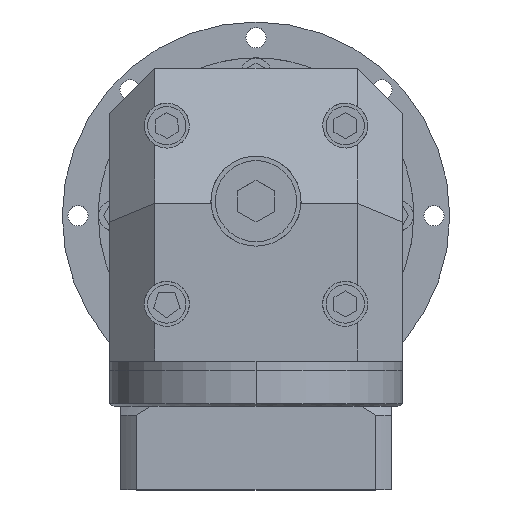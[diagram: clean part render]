
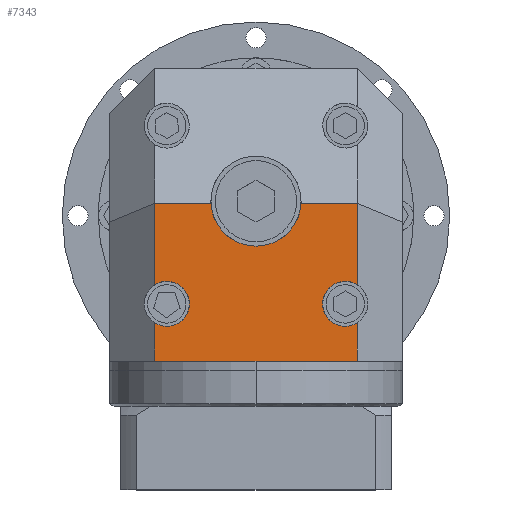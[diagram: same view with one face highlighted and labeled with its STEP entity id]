
A CAD part, top view. The second image highlights one B-rep face of the part: STEP entity #7343.
In plain terms, the highlighted planar face has unit normal (0, 0, 1).
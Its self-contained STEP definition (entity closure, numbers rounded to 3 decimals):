
#605 = DIRECTION ( 'NONE',  ( -1., 0., 0. ) ) ;
#1200 = DIRECTION ( 'NONE',  ( 0., -1., 0. ) ) ;
#1227 = VECTOR ( 'NONE', #9700, 1000. ) ;
#1285 = CARTESIAN_POINT ( 'NONE',  ( 0., 2.5, 65. ) ) ;
#1415 = CARTESIAN_POINT ( 'NONE',  ( -22.5, -15.591, 65. ) ) ;
#1457 = FACE_OUTER_BOUND ( 'NONE', #1492, .T. ) ;
#1492 = EDGE_LOOP ( 'NONE', ( #10628, #10606, #10394, #10277, #9657, #9605, #9429, #9166, #8665, #8608, #8066, #8052, #7873 ) ) ;
#1531 = DIRECTION ( 'NONE',  ( -1., 0., 0. ) ) ;
#1577 = DIRECTION ( 'NONE',  ( -1., 0., 0. ) ) ;
#1622 = PLANE ( 'NONE',  #7460 ) ;
#1746 = CARTESIAN_POINT ( 'NONE',  ( 0., 0., 65. ) ) ;
#1843 = VECTOR ( 'NONE', #11192, 1000. ) ;
#1873 = EDGE_CURVE ( 'NONE', #8041, #5903, #12579, .T. ) ;
#2070 = CARTESIAN_POINT ( 'NONE',  ( 22.5, -15.591, 65. ) ) ;
#2238 = DIRECTION ( 'NONE',  ( 0., 0., -1. ) ) ;
#2334 = CARTESIAN_POINT ( 'NONE',  ( 14.799, -19.799, 65. ) ) ;
#2355 = EDGE_CURVE ( 'NONE', #10005, #8946, #10605, .T. ) ;
#3119 = DIRECTION ( 'NONE',  ( 0., 1., 0. ) ) ;
#3157 = VERTEX_POINT ( 'NONE', #10663 ) ;
#3330 = VECTOR ( 'NONE', #11667, 1000. ) ;
#3416 = DIRECTION ( 'NONE',  ( 0., 1., 0. ) ) ;
#3580 = CARTESIAN_POINT ( 'NONE',  ( 0., -32.5, 65. ) ) ;
#3596 = CARTESIAN_POINT ( 'NONE',  ( 22.5, 0., 65. ) ) ;
#3656 = AXIS2_PLACEMENT_3D ( 'NONE', #11383, #11344, #11305 ) ;
#3693 = AXIS2_PLACEMENT_3D ( 'NONE', #13054, #6920, #605 ) ;
#3803 = CARTESIAN_POINT ( 'NONE',  ( 19.799, -19.799, 65. ) ) ;
#3853 = VERTEX_POINT ( 'NONE', #5530 ) ;
#3998 = LINE ( 'NONE', #9289, #1227 ) ;
#4113 = CARTESIAN_POINT ( 'NONE',  ( 22.5, 0., 65. ) ) ;
#4158 = EDGE_CURVE ( 'NONE', #8946, #12086, #9756, .T. ) ;
#4286 = VERTEX_POINT ( 'NONE', #10670 ) ;
#4290 = EDGE_CURVE ( 'NONE', #3157, #4286, #9568, .T. ) ;
#4339 = CARTESIAN_POINT ( 'NONE',  ( -22.5, 2.5, 65. ) ) ;
#4372 = EDGE_CURVE ( 'NONE', #10623, #12086, #8533, .T. ) ;
#4447 = EDGE_CURVE ( 'NONE', #4286, #5291, #3998, .T. ) ;
#4485 = EDGE_CURVE ( 'NONE', #5291, #8614, #6529, .T. ) ;
#4527 = EDGE_CURVE ( 'NONE', #8614, #3853, #13398, .T. ) ;
#4547 = VERTEX_POINT ( 'NONE', #2334 ) ;
#4633 = EDGE_CURVE ( 'NONE', #9636, #4547, #8517, .T. ) ;
#4725 = EDGE_CURVE ( 'NONE', #9636, #8041, #7496, .T. ) ;
#4867 = DIRECTION ( 'NONE',  ( 1., 0., 0. ) ) ;
#4900 = CARTESIAN_POINT ( 'NONE',  ( -9.987, 2.5, 65. ) ) ;
#5231 = CARTESIAN_POINT ( 'NONE',  ( 0., 2.5, 65. ) ) ;
#5291 = VERTEX_POINT ( 'NONE', #3580 ) ;
#5429 = CARTESIAN_POINT ( 'NONE',  ( 22.5, -32.5, 65. ) ) ;
#5514 = VECTOR ( 'NONE', #3119, 1000. ) ;
#5530 = CARTESIAN_POINT ( 'NONE',  ( 22.5, -24.007, 65. ) ) ;
#5654 = CARTESIAN_POINT ( 'NONE',  ( -32.5, -32.5, 65. ) ) ;
#5903 = VERTEX_POINT ( 'NONE', #8621 ) ;
#6110 = CIRCLE ( 'NONE', #3656, 10. ) ;
#6229 = DIRECTION ( 'NONE',  ( -1., 0., 0. ) ) ;
#6529 = LINE ( 'NONE', #5654, #3330 ) ;
#6704 = VECTOR ( 'NONE', #1200, 1000. ) ;
#6910 = EDGE_CURVE ( 'NONE', #10005, #5903, #6110, .T. ) ;
#6920 = DIRECTION ( 'NONE',  ( 0., 0., 1. ) ) ;
#7343 = ADVANCED_FACE ( 'NONE', ( #1457 ), #1622, .F. ) ;
#7460 = AXIS2_PLACEMENT_3D ( 'NONE', #1746, #2238, #1531 ) ;
#7496 = LINE ( 'NONE', #3596, #10038 ) ;
#7766 = VECTOR ( 'NONE', #8430, 1000. ) ;
#7873 = ORIENTED_EDGE ( 'NONE', *, *, #4725, .T. ) ;
#7964 = CARTESIAN_POINT ( 'NONE',  ( -14.799, -19.799, 65. ) ) ;
#8041 = VERTEX_POINT ( 'NONE', #9600 ) ;
#8052 = ORIENTED_EDGE ( 'NONE', *, *, #4633, .F. ) ;
#8066 = ORIENTED_EDGE ( 'NONE', *, *, #9482, .F. ) ;
#8210 = CIRCLE ( 'NONE', #3693, 5. ) ;
#8430 = DIRECTION ( 'NONE',  ( -1., 0., 0. ) ) ;
#8517 = CIRCLE ( 'NONE', #10584, 5. ) ;
#8533 = CIRCLE ( 'NONE', #12856, 5. ) ;
#8608 = ORIENTED_EDGE ( 'NONE', *, *, #4527, .T. ) ;
#8614 = VERTEX_POINT ( 'NONE', #5429 ) ;
#8621 = CARTESIAN_POINT ( 'NONE',  ( 9.987, 2.5, 65. ) ) ;
#8665 = ORIENTED_EDGE ( 'NONE', *, *, #4485, .T. ) ;
#8728 = DIRECTION ( 'NONE',  ( 1., 0., 0. ) ) ;
#8820 = DIRECTION ( 'NONE',  ( 0., 0., 1. ) ) ;
#8877 = CARTESIAN_POINT ( 'NONE',  ( 19.799, -19.799, 65. ) ) ;
#8946 = VERTEX_POINT ( 'NONE', #4339 ) ;
#9166 = ORIENTED_EDGE ( 'NONE', *, *, #4447, .T. ) ;
#9209 = CIRCLE ( 'NONE', #11523, 5. ) ;
#9289 = CARTESIAN_POINT ( 'NONE',  ( -32.5, -32.5, 65. ) ) ;
#9429 = ORIENTED_EDGE ( 'NONE', *, *, #4290, .T. ) ;
#9482 = EDGE_CURVE ( 'NONE', #4547, #3853, #9209, .T. ) ;
#9568 = LINE ( 'NONE', #10993, #6704 ) ;
#9600 = CARTESIAN_POINT ( 'NONE',  ( 22.5, 2.5, 65. ) ) ;
#9605 = ORIENTED_EDGE ( 'NONE', *, *, #12197, .F. ) ;
#9636 = VERTEX_POINT ( 'NONE', #2070 ) ;
#9657 = ORIENTED_EDGE ( 'NONE', *, *, #4372, .F. ) ;
#9700 = DIRECTION ( 'NONE',  ( 1., 0., 0. ) ) ;
#9756 = LINE ( 'NONE', #11272, #1843 ) ;
#10005 = VERTEX_POINT ( 'NONE', #4900 ) ;
#10038 = VECTOR ( 'NONE', #3416, 1000. ) ;
#10277 = ORIENTED_EDGE ( 'NONE', *, *, #4158, .T. ) ;
#10292 = VECTOR ( 'NONE', #1577, 1000. ) ;
#10394 = ORIENTED_EDGE ( 'NONE', *, *, #2355, .T. ) ;
#10584 = AXIS2_PLACEMENT_3D ( 'NONE', #8877, #8820, #8728 ) ;
#10605 = LINE ( 'NONE', #5231, #7766 ) ;
#10606 = ORIENTED_EDGE ( 'NONE', *, *, #6910, .F. ) ;
#10623 = VERTEX_POINT ( 'NONE', #7964 ) ;
#10628 = ORIENTED_EDGE ( 'NONE', *, *, #1873, .T. ) ;
#10663 = CARTESIAN_POINT ( 'NONE',  ( -22.5, -24.007, 65. ) ) ;
#10670 = CARTESIAN_POINT ( 'NONE',  ( -22.5, -32.5, 65. ) ) ;
#10993 = CARTESIAN_POINT ( 'NONE',  ( -22.5, 0., 65. ) ) ;
#11192 = DIRECTION ( 'NONE',  ( 0., -1., 0. ) ) ;
#11237 = DIRECTION ( 'NONE',  ( 0., 0., 1. ) ) ;
#11272 = CARTESIAN_POINT ( 'NONE',  ( -22.5, 0., 65. ) ) ;
#11305 = DIRECTION ( 'NONE',  ( 1., 0., 0. ) ) ;
#11344 = DIRECTION ( 'NONE',  ( 0., 0., 1. ) ) ;
#11383 = CARTESIAN_POINT ( 'NONE',  ( 0., 3., 65. ) ) ;
#11523 = AXIS2_PLACEMENT_3D ( 'NONE', #3803, #11237, #4867 ) ;
#11667 = DIRECTION ( 'NONE',  ( 1., 0., 0. ) ) ;
#12086 = VERTEX_POINT ( 'NONE', #1415 ) ;
#12197 = EDGE_CURVE ( 'NONE', #3157, #10623, #8210, .T. ) ;
#12579 = LINE ( 'NONE', #1285, #10292 ) ;
#12856 = AXIS2_PLACEMENT_3D ( 'NONE', #13418, #13372, #6229 ) ;
#13054 = CARTESIAN_POINT ( 'NONE',  ( -19.799, -19.799, 65. ) ) ;
#13372 = DIRECTION ( 'NONE',  ( 0., 0., 1. ) ) ;
#13398 = LINE ( 'NONE', #4113, #5514 ) ;
#13418 = CARTESIAN_POINT ( 'NONE',  ( -19.799, -19.799, 65. ) ) ;
